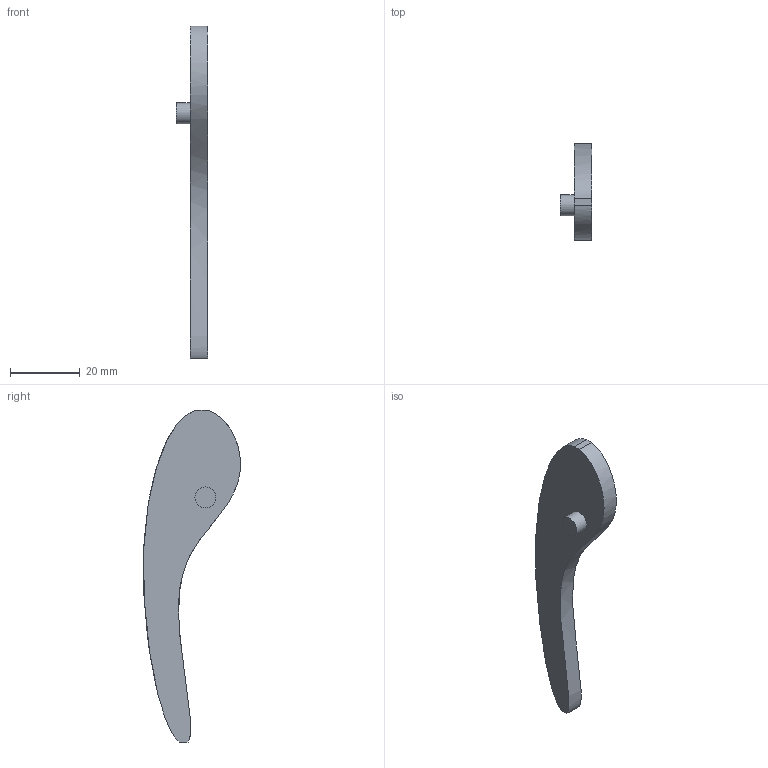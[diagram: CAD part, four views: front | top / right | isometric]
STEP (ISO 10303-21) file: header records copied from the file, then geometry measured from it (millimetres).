
FILE_DESCRIPTION(/* description */ ('','CAx-IF Rec.Pracs.---Representation and Presentation of Product Manufacturing Information (PMI)---4.0---2014-10-13'),/* implementation_level */ '2;1');
FILE_NAME(/* name */ 'Hexapod coaxa mirror.step',/* time_stamp */ '2024-12-25T01:04:11+05:30',/* author */ (''),/* organization */ (''),/* preprocessor_version */ 'ST-DEVELOPER v20',/* originating_system */ 'Autodesk Translation Framework v13.20.0.188',/* authorisation */ '');
FILE_SCHEMA (('AP242_MANAGED_MODEL_BASED_3D_ENGINEERING_MIM_LF { 1 0 10303 442 1 1 4 }'));
Length unit declared in the file: millimetre
Products named in the file (3): Hexapod Simulation Model; Hexapod; 1
Assembly tree (2 placements, depth 3):
  Hexapod Simulation Model
    Hexapod
      1
Bounding box: 9 x 27.72 x 95 mm (x, y, z)
Volume: 6557.1 mm3; surface area: 3708.2 mm2
Topology: 1 solids, 1 shells, 8 faces, 15 edges, 10 vertices
Faces by surface type: plane 5, bspline 2, cylinder 1
Full cylindrical faces by diameter (mm): 6 x1
Entity records: 464 total; most frequent: CARTESIAN_POINT 248, DIRECTION 35, ORIENTED_EDGE 30, EDGE_CURVE 15, AXIS2_PLACEMENT_3D 13, VERTEX_POINT 10, EDGE_LOOP 9, LINE 9
